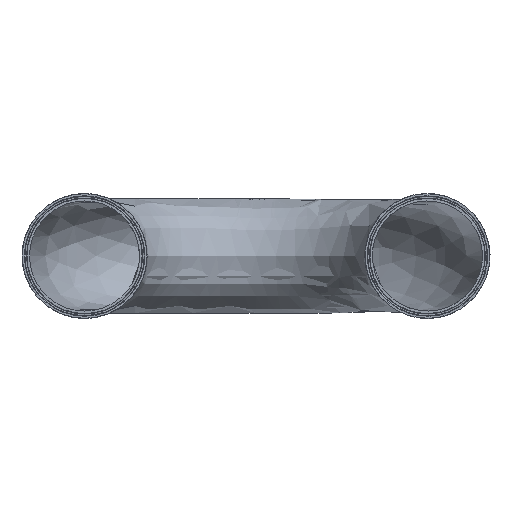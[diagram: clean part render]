
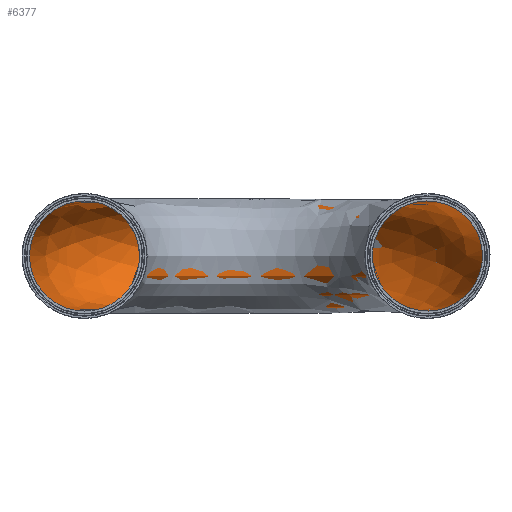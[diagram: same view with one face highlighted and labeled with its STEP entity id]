
A CAD part, left-side view. The second image highlights one B-rep face of the part: STEP entity #6377.
In plain terms, the highlighted free-form (B-spline) face has degree [2, 2] with [9, 5] control points.
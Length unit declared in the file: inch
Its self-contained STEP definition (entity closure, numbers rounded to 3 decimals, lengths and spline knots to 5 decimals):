
#49=CIRCLE('',#6561,2.891);
#50=CIRCLE('',#6562,6.109);
#51=CIRCLE('',#6563,2.891);
#1392=FACE_OUTER_BOUND('',#1776,.T.);
#1776=EDGE_LOOP('',(#5733,#5734,#5735,#5736));
#2960=VERTEX_POINT('',#15861);
#2961=VERTEX_POINT('',#15863);
#3907=EDGE_CURVE('',#2960,#2960,#49,.T.);
#3908=EDGE_CURVE('',#2960,#2961,#50,.T.);
#3909=EDGE_CURVE('',#2961,#2961,#51,.T.);
#5733=ORIENTED_EDGE('',*,*,#3907,.F.);
#5734=ORIENTED_EDGE('',*,*,#3908,.T.);
#5735=ORIENTED_EDGE('',*,*,#3909,.F.);
#5736=ORIENTED_EDGE('',*,*,#3908,.F.);
#6006=(
BOUNDED_SURFACE()
B_SPLINE_SURFACE(2,2,((#15816,#15817,#15818,#15819,#15820),(#15821,#15822,
#15823,#15824,#15825),(#15826,#15827,#15828,#15829,#15830),(#15831,#15832,
#15833,#15834,#15835),(#15836,#15837,#15838,#15839,#15840),(#15841,#15842,
#15843,#15844,#15845),(#15846,#15847,#15848,#15849,#15850),(#15851,#15852,
#15853,#15854,#15855),(#15856,#15857,#15858,#15859,#15860)),
 .UNSPECIFIED.,.T.,.F.,.F.)
B_SPLINE_SURFACE_WITH_KNOTS((3,2,2,2,3),(3,2,3),(-3.14159,-1.5708,
0.,1.5708,3.14159),(0.,1.5708,3.14159),
 .UNSPECIFIED.)
GEOMETRIC_REPRESENTATION_ITEM()
RATIONAL_B_SPLINE_SURFACE(((1.,0.707,1.,0.707,1.),
(0.707,0.5,0.707,0.5,
0.707),(1.,0.707,1.,0.707,1.),(0.707,
0.5,0.707,0.5,0.707),
(1.,0.707,1.,0.707,1.),(0.707,0.5,
0.707,0.5,0.707),(1.,0.707,
1.,0.707,1.),(0.707,0.5,0.707,
0.5,0.707),(1.,0.707,1.,0.707,
1.)))
REPRESENTATION_ITEM('')
SURFACE()
);
#6377=ADVANCED_FACE('',(#1392),#6006,.F.);
#6561=AXIS2_PLACEMENT_3D('',#15862,#7242,#7243);
#6562=AXIS2_PLACEMENT_3D('',#15864,#7244,#7245);
#6563=AXIS2_PLACEMENT_3D('',#15865,#7246,#7247);
#7242=DIRECTION('center_axis',(1.,0.,0.));
#7243=DIRECTION('ref_axis',(0.,1.,0.));
#7244=DIRECTION('center_axis',(0.,0.,-1.));
#7245=DIRECTION('ref_axis',(0.,1.,0.));
#7246=DIRECTION('center_axis',(1.,0.,0.));
#7247=DIRECTION('ref_axis',(0.,-1.,0.));
#15816=CARTESIAN_POINT('Ctrl Pts',(0.75,-2.891,0.));
#15817=CARTESIAN_POINT('Ctrl Pts',(6.859,-2.891,0.));
#15818=CARTESIAN_POINT('Ctrl Pts',(6.859,-9.,0.));
#15819=CARTESIAN_POINT('Ctrl Pts',(6.859,-15.109,0.));
#15820=CARTESIAN_POINT('Ctrl Pts',(0.75,-15.109,0.));
#15821=CARTESIAN_POINT('Ctrl Pts',(0.75,-2.891,-2.891));
#15822=CARTESIAN_POINT('Ctrl Pts',(6.859,-2.891,-2.891));
#15823=CARTESIAN_POINT('Ctrl Pts',(6.859,-9.,-2.891));
#15824=CARTESIAN_POINT('Ctrl Pts',(6.859,-15.109,-2.891));
#15825=CARTESIAN_POINT('Ctrl Pts',(0.75,-15.109,-2.891));
#15826=CARTESIAN_POINT('Ctrl Pts',(0.75,0.,-2.891));
#15827=CARTESIAN_POINT('Ctrl Pts',(9.75,0.,
-2.891));
#15828=CARTESIAN_POINT('Ctrl Pts',(9.75,-9.,-2.891));
#15829=CARTESIAN_POINT('Ctrl Pts',(9.75,-18.,-2.891));
#15830=CARTESIAN_POINT('Ctrl Pts',(0.75,-18.,-2.891));
#15831=CARTESIAN_POINT('Ctrl Pts',(0.75,2.891,-2.891));
#15832=CARTESIAN_POINT('Ctrl Pts',(12.641,2.891,-2.891));
#15833=CARTESIAN_POINT('Ctrl Pts',(12.641,-9.,-2.891));
#15834=CARTESIAN_POINT('Ctrl Pts',(12.641,-20.891,-2.891));
#15835=CARTESIAN_POINT('Ctrl Pts',(0.75,-20.891,-2.891));
#15836=CARTESIAN_POINT('Ctrl Pts',(0.75,2.891,0.));
#15837=CARTESIAN_POINT('Ctrl Pts',(12.641,2.891,0.));
#15838=CARTESIAN_POINT('Ctrl Pts',(12.641,-9.,0.));
#15839=CARTESIAN_POINT('Ctrl Pts',(12.641,-20.891,0.));
#15840=CARTESIAN_POINT('Ctrl Pts',(0.75,-20.891,0.));
#15841=CARTESIAN_POINT('Ctrl Pts',(0.75,2.891,2.891));
#15842=CARTESIAN_POINT('Ctrl Pts',(12.641,2.891,2.891));
#15843=CARTESIAN_POINT('Ctrl Pts',(12.641,-9.,2.891));
#15844=CARTESIAN_POINT('Ctrl Pts',(12.641,-20.891,2.891));
#15845=CARTESIAN_POINT('Ctrl Pts',(0.75,-20.891,2.891));
#15846=CARTESIAN_POINT('Ctrl Pts',(0.75,0.,2.891));
#15847=CARTESIAN_POINT('Ctrl Pts',(9.75,0.,
2.891));
#15848=CARTESIAN_POINT('Ctrl Pts',(9.75,-9.,2.891));
#15849=CARTESIAN_POINT('Ctrl Pts',(9.75,-18.,2.891));
#15850=CARTESIAN_POINT('Ctrl Pts',(0.75,-18.,2.891));
#15851=CARTESIAN_POINT('Ctrl Pts',(0.75,-2.891,2.891));
#15852=CARTESIAN_POINT('Ctrl Pts',(6.859,-2.891,2.891));
#15853=CARTESIAN_POINT('Ctrl Pts',(6.859,-9.,2.891));
#15854=CARTESIAN_POINT('Ctrl Pts',(6.859,-15.109,2.891));
#15855=CARTESIAN_POINT('Ctrl Pts',(0.75,-15.109,2.891));
#15856=CARTESIAN_POINT('Ctrl Pts',(0.75,-2.891,0.));
#15857=CARTESIAN_POINT('Ctrl Pts',(6.859,-2.891,0.));
#15858=CARTESIAN_POINT('Ctrl Pts',(6.859,-9.,0.));
#15859=CARTESIAN_POINT('Ctrl Pts',(6.859,-15.109,0.));
#15860=CARTESIAN_POINT('Ctrl Pts',(0.75,-15.109,0.));
#15861=CARTESIAN_POINT('',(0.75,-2.891,0.));
#15862=CARTESIAN_POINT('Origin',(0.75,0.,0.));
#15863=CARTESIAN_POINT('',(0.75,-15.109,0.));
#15864=CARTESIAN_POINT('Origin',(0.75,-9.,0.));
#15865=CARTESIAN_POINT('Origin',(0.75,-18.,0.));
